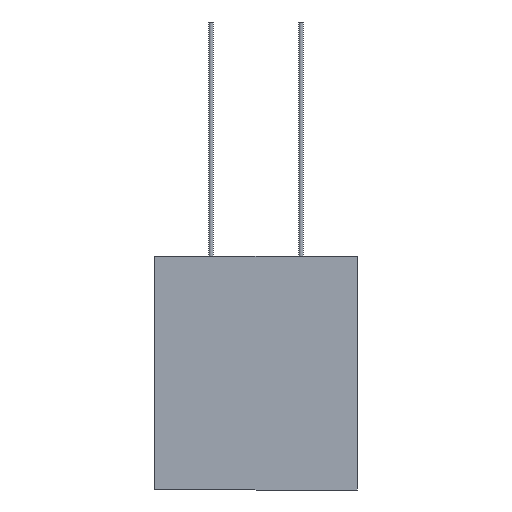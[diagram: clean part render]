
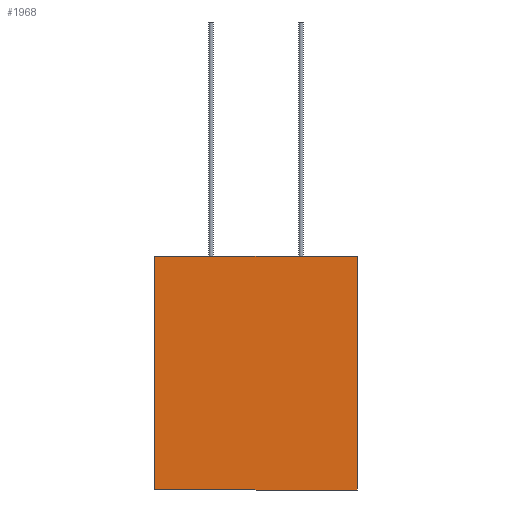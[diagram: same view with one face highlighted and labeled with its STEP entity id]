
A CAD part, front view. The second image highlights one B-rep face of the part: STEP entity #1968.
In plain terms, the highlighted planar face has unit normal (0, -1, 0).
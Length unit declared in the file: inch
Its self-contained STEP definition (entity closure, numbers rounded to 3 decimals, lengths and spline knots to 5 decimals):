
#21 = CARTESIAN_POINT ( 'NONE',  ( -0.225, 0., 0.26 ) ) ;
#54 = DIRECTION ( 'NONE',  ( 1., 0., 0. ) ) ;
#126 = VERTEX_POINT ( 'NONE', #697 ) ;
#190 = ORIENTED_EDGE ( 'NONE', *, *, #901, .F. ) ;
#385 = FACE_OUTER_BOUND ( 'NONE', #1165, .T. ) ;
#461 = VERTEX_POINT ( 'NONE', #1491 ) ;
#538 = CARTESIAN_POINT ( 'NONE',  ( 0.225, 0., -0.26 ) ) ;
#634 = VECTOR ( 'NONE', #54, 39.37008 ) ;
#662 = ORIENTED_EDGE ( 'NONE', *, *, #1421, .F. ) ;
#697 = CARTESIAN_POINT ( 'NONE',  ( -0.225, 0., -0.26 ) ) ;
#755 = DIRECTION ( 'NONE',  ( 0., 0., 1. ) ) ;
#861 = CARTESIAN_POINT ( 'NONE',  ( 0.225, 0., 0.26 ) ) ;
#899 = LINE ( 'NONE', #861, #1976 ) ;
#901 = EDGE_CURVE ( 'NONE', #126, #1543, #1006, .T. ) ;
#1006 = LINE ( 'NONE', #1603, #1595 ) ;
#1022 = CARTESIAN_POINT ( 'NONE',  ( 0.225, 0., -0.26 ) ) ;
#1063 = LINE ( 'NONE', #1022, #1102 ) ;
#1102 = VECTOR ( 'NONE', #1648, 39.37008 ) ;
#1109 = EDGE_CURVE ( 'NONE', #461, #1782, #899, .T. ) ;
#1123 = DIRECTION ( 'NONE',  ( 0., 0., -1. ) ) ;
#1165 = EDGE_LOOP ( 'NONE', ( #190, #662, #1590, #1895 ) ) ;
#1421 = EDGE_CURVE ( 'NONE', #1782, #126, #1063, .T. ) ;
#1431 = DIRECTION ( 'NONE',  ( 0., 0., 1. ) ) ;
#1474 = CARTESIAN_POINT ( 'NONE',  ( 0.225, 0., 0.26 ) ) ;
#1491 = CARTESIAN_POINT ( 'NONE',  ( 0.225, 0., 0.26 ) ) ;
#1543 = VERTEX_POINT ( 'NONE', #21 ) ;
#1573 = LINE ( 'NONE', #1474, #634 ) ;
#1590 = ORIENTED_EDGE ( 'NONE', *, *, #1109, .F. ) ;
#1595 = VECTOR ( 'NONE', #1431, 39.37008 ) ;
#1603 = CARTESIAN_POINT ( 'NONE',  ( -0.225, 0., 0.26 ) ) ;
#1648 = DIRECTION ( 'NONE',  ( -1., 0., 0. ) ) ;
#1687 = EDGE_CURVE ( 'NONE', #1543, #461, #1573, .T. ) ;
#1689 = PLANE ( 'NONE',  #1791 ) ;
#1782 = VERTEX_POINT ( 'NONE', #538 ) ;
#1791 = AXIS2_PLACEMENT_3D ( 'NONE', #1848, #2011, #755 ) ;
#1848 = CARTESIAN_POINT ( 'NONE',  ( -0.225, 0., -0.26 ) ) ;
#1895 = ORIENTED_EDGE ( 'NONE', *, *, #1687, .F. ) ;
#1968 = ADVANCED_FACE ( 'NONE', ( #385 ), #1689, .F. ) ;
#1976 = VECTOR ( 'NONE', #1123, 39.37008 ) ;
#2011 = DIRECTION ( 'NONE',  ( 0., 1., 0. ) ) ;
